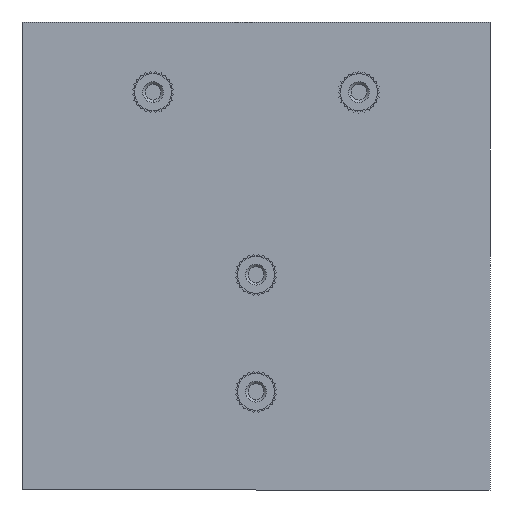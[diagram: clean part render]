
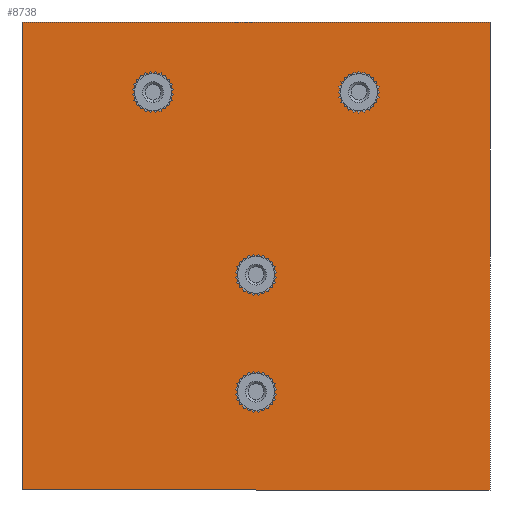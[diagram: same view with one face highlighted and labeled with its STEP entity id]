
A CAD part, front view. The second image highlights one B-rep face of the part: STEP entity #8738.
In plain terms, the highlighted planar face has unit normal (0, -1, 0).
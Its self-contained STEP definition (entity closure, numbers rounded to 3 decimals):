
#68 = CARTESIAN_POINT ( 'NONE',  ( 22., 0., 35. ) ) ;
#235 = CARTESIAN_POINT ( 'NONE',  ( -22., 0., 37.75 ) ) ;
#245 = VERTEX_POINT ( 'NONE', #9298 ) ;
#745 = FACE_BOUND ( 'NONE', #5754, .T. ) ;
#779 = ORIENTED_EDGE ( 'NONE', *, *, #1270, .T. ) ;
#861 = EDGE_CURVE ( 'NONE', #6527, #8728, #2291, .T. ) ;
#901 = DIRECTION ( 'NONE',  ( 0., 0., 1. ) ) ;
#946 = EDGE_CURVE ( 'NONE', #11421, #2284, #7065, .T. ) ;
#1265 = CARTESIAN_POINT ( 'NONE',  ( -50., 0., -50. ) ) ;
#1270 = EDGE_CURVE ( 'NONE', #8728, #6527, #3956, .T. ) ;
#1335 = CARTESIAN_POINT ( 'NONE',  ( 22., 0., 35. ) ) ;
#1428 = DIRECTION ( 'NONE',  ( 0., 1., 0. ) ) ;
#1441 = CARTESIAN_POINT ( 'NONE',  ( 0., 0., -4. ) ) ;
#1479 = DIRECTION ( 'NONE',  ( 0., 0., 1. ) ) ;
#1527 = EDGE_CURVE ( 'NONE', #245, #1830, #1835, .T. ) ;
#1667 = DIRECTION ( 'NONE',  ( 0., 0., -1. ) ) ;
#1698 = ORIENTED_EDGE ( 'NONE', *, *, #2409, .F. ) ;
#1823 = DIRECTION ( 'NONE',  ( 0., 1., 0. ) ) ;
#1830 = VERTEX_POINT ( 'NONE', #8938 ) ;
#1835 = LINE ( 'NONE', #3574, #9910 ) ;
#1904 = CARTESIAN_POINT ( 'NONE',  ( -50., 0., -50. ) ) ;
#1982 = CIRCLE ( 'NONE', #6978, 2.75 ) ;
#1995 = EDGE_CURVE ( 'NONE', #11410, #9447, #8712, .T. ) ;
#2013 = CARTESIAN_POINT ( 'NONE',  ( 0., 0., -6.75 ) ) ;
#2131 = EDGE_CURVE ( 'NONE', #9447, #11410, #9844, .T. ) ;
#2284 = VERTEX_POINT ( 'NONE', #1265 ) ;
#2291 = CIRCLE ( 'NONE', #8779, 2.75 ) ;
#2318 = DIRECTION ( 'NONE',  ( 0., -1., 0. ) ) ;
#2409 = EDGE_CURVE ( 'NONE', #2284, #245, #5612, .T. ) ;
#2483 = DIRECTION ( 'NONE',  ( 0., 1., 0. ) ) ;
#2546 = CARTESIAN_POINT ( 'NONE',  ( 0., 0., -26.25 ) ) ;
#3062 = DIRECTION ( 'NONE',  ( 0., 0., 1. ) ) ;
#3533 = FACE_OUTER_BOUND ( 'NONE', #4682, .T. ) ;
#3574 = CARTESIAN_POINT ( 'NONE',  ( -50., 0., 50. ) ) ;
#3835 = CARTESIAN_POINT ( 'NONE',  ( 0., 0., -1.25 ) ) ;
#3880 = DIRECTION ( 'NONE',  ( 0., 0., 1. ) ) ;
#3956 = CIRCLE ( 'NONE', #6546, 2.75 ) ;
#4031 = AXIS2_PLACEMENT_3D ( 'NONE', #7940, #2483, #9499 ) ;
#4283 = FACE_BOUND ( 'NONE', #6721, .T. ) ;
#4419 = EDGE_LOOP ( 'NONE', ( #5173, #4956 ) ) ;
#4451 = VECTOR ( 'NONE', #3062, 1000. ) ;
#4682 = EDGE_LOOP ( 'NONE', ( #8886, #10066, #1698, #5858 ) ) ;
#4697 = AXIS2_PLACEMENT_3D ( 'NONE', #1335, #7021, #10518 ) ;
#4746 = CARTESIAN_POINT ( 'NONE',  ( -50., 0., 50. ) ) ;
#4812 = EDGE_CURVE ( 'NONE', #11489, #10755, #10836, .T. ) ;
#4956 = ORIENTED_EDGE ( 'NONE', *, *, #7630, .T. ) ;
#4978 = DIRECTION ( 'NONE',  ( 0., 1., 0. ) ) ;
#5004 = EDGE_CURVE ( 'NONE', #10755, #11489, #7470, .T. ) ;
#5173 = ORIENTED_EDGE ( 'NONE', *, *, #7513, .T. ) ;
#5197 = AXIS2_PLACEMENT_3D ( 'NONE', #11086, #2318, #8299 ) ;
#5343 = VERTEX_POINT ( 'NONE', #3835 ) ;
#5612 = LINE ( 'NONE', #4746, #4451 ) ;
#5754 = EDGE_LOOP ( 'NONE', ( #779, #7113 ) ) ;
#5858 = ORIENTED_EDGE ( 'NONE', *, *, #946, .F. ) ;
#6082 = DIRECTION ( 'NONE',  ( 0., -1., 0. ) ) ;
#6099 = EDGE_LOOP ( 'NONE', ( #7604, #9152 ) ) ;
#6140 = FACE_BOUND ( 'NONE', #6099, .T. ) ;
#6143 = CARTESIAN_POINT ( 'NONE',  ( -22., 0., 35. ) ) ;
#6198 = PLANE ( 'NONE',  #8872 ) ;
#6305 = AXIS2_PLACEMENT_3D ( 'NONE', #6143, #11434, #9689 ) ;
#6527 = VERTEX_POINT ( 'NONE', #7202 ) ;
#6546 = AXIS2_PLACEMENT_3D ( 'NONE', #7804, #1428, #1479 ) ;
#6716 = CARTESIAN_POINT ( 'NONE',  ( 22., 0., 37.75 ) ) ;
#6721 = EDGE_LOOP ( 'NONE', ( #11060, #7685 ) ) ;
#6978 = AXIS2_PLACEMENT_3D ( 'NONE', #1441, #4978, #3880 ) ;
#7021 = DIRECTION ( 'NONE',  ( 0., 1., 0. ) ) ;
#7065 = LINE ( 'NONE', #1904, #9443 ) ;
#7103 = DIRECTION ( 'NONE',  ( 1., 0., 0. ) ) ;
#7113 = ORIENTED_EDGE ( 'NONE', *, *, #861, .T. ) ;
#7202 = CARTESIAN_POINT ( 'NONE',  ( 0., 0., -31.75 ) ) ;
#7207 = CARTESIAN_POINT ( 'NONE',  ( 50., 0., 50. ) ) ;
#7246 = CARTESIAN_POINT ( 'NONE',  ( 0., 0., -29. ) ) ;
#7298 = AXIS2_PLACEMENT_3D ( 'NONE', #68, #1823, #901 ) ;
#7470 = CIRCLE ( 'NONE', #4697, 2.75 ) ;
#7513 = EDGE_CURVE ( 'NONE', #5343, #7807, #1982, .T. ) ;
#7604 = ORIENTED_EDGE ( 'NONE', *, *, #4812, .T. ) ;
#7630 = EDGE_CURVE ( 'NONE', #7807, #5343, #11449, .T. ) ;
#7685 = ORIENTED_EDGE ( 'NONE', *, *, #2131, .F. ) ;
#7804 = CARTESIAN_POINT ( 'NONE',  ( 0., 0., -29. ) ) ;
#7807 = VERTEX_POINT ( 'NONE', #2013 ) ;
#7940 = CARTESIAN_POINT ( 'NONE',  ( 0., 0., -4. ) ) ;
#8092 = EDGE_CURVE ( 'NONE', #1830, #11421, #9075, .T. ) ;
#8122 = DIRECTION ( 'NONE',  ( 0., 1., 0. ) ) ;
#8299 = DIRECTION ( 'NONE',  ( 0., 0., 1. ) ) ;
#8712 = CIRCLE ( 'NONE', #5197, 2.75 ) ;
#8728 = VERTEX_POINT ( 'NONE', #2546 ) ;
#8738 = ADVANCED_FACE ( 'NONE', ( #745, #11484, #3533, #6140, #4283 ), #6198, .T. ) ;
#8779 = AXIS2_PLACEMENT_3D ( 'NONE', #7246, #8122, #10744 ) ;
#8872 = AXIS2_PLACEMENT_3D ( 'NONE', #10504, #6082, #1667 ) ;
#8886 = ORIENTED_EDGE ( 'NONE', *, *, #8092, .F. ) ;
#8938 = CARTESIAN_POINT ( 'NONE',  ( 50., 0., 50. ) ) ;
#9075 = LINE ( 'NONE', #7207, #9610 ) ;
#9152 = ORIENTED_EDGE ( 'NONE', *, *, #5004, .T. ) ;
#9298 = CARTESIAN_POINT ( 'NONE',  ( -50., 0., 50. ) ) ;
#9443 = VECTOR ( 'NONE', #9761, 1000. ) ;
#9447 = VERTEX_POINT ( 'NONE', #10124 ) ;
#9499 = DIRECTION ( 'NONE',  ( 0., 0., 1. ) ) ;
#9610 = VECTOR ( 'NONE', #9998, 1000. ) ;
#9689 = DIRECTION ( 'NONE',  ( 0., 0., 1. ) ) ;
#9761 = DIRECTION ( 'NONE',  ( -1., 0., 0. ) ) ;
#9844 = CIRCLE ( 'NONE', #6305, 2.75 ) ;
#9910 = VECTOR ( 'NONE', #7103, 1000. ) ;
#9998 = DIRECTION ( 'NONE',  ( 0., 0., -1. ) ) ;
#10066 = ORIENTED_EDGE ( 'NONE', *, *, #1527, .F. ) ;
#10124 = CARTESIAN_POINT ( 'NONE',  ( -22., 0., 32.25 ) ) ;
#10257 = CARTESIAN_POINT ( 'NONE',  ( 22., 0., 32.25 ) ) ;
#10504 = CARTESIAN_POINT ( 'NONE',  ( 0., 0., 0. ) ) ;
#10518 = DIRECTION ( 'NONE',  ( 0., 0., 1. ) ) ;
#10744 = DIRECTION ( 'NONE',  ( 0., 0., 1. ) ) ;
#10755 = VERTEX_POINT ( 'NONE', #10257 ) ;
#10816 = CARTESIAN_POINT ( 'NONE',  ( 50., 0., -50. ) ) ;
#10836 = CIRCLE ( 'NONE', #7298, 2.75 ) ;
#11060 = ORIENTED_EDGE ( 'NONE', *, *, #1995, .F. ) ;
#11086 = CARTESIAN_POINT ( 'NONE',  ( -22., 0., 35. ) ) ;
#11410 = VERTEX_POINT ( 'NONE', #235 ) ;
#11421 = VERTEX_POINT ( 'NONE', #10816 ) ;
#11434 = DIRECTION ( 'NONE',  ( 0., -1., 0. ) ) ;
#11449 = CIRCLE ( 'NONE', #4031, 2.75 ) ;
#11484 = FACE_BOUND ( 'NONE', #4419, .T. ) ;
#11489 = VERTEX_POINT ( 'NONE', #6716 ) ;
